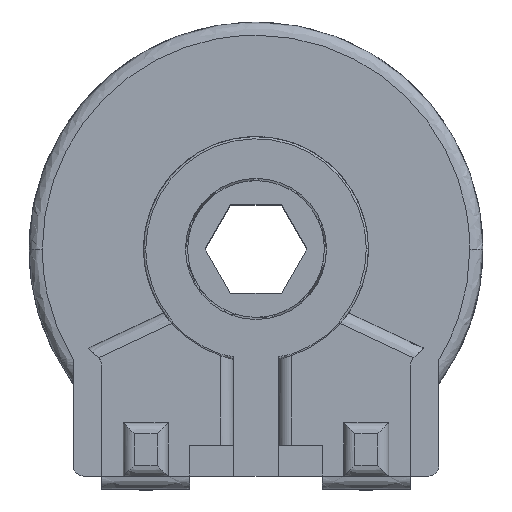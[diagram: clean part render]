
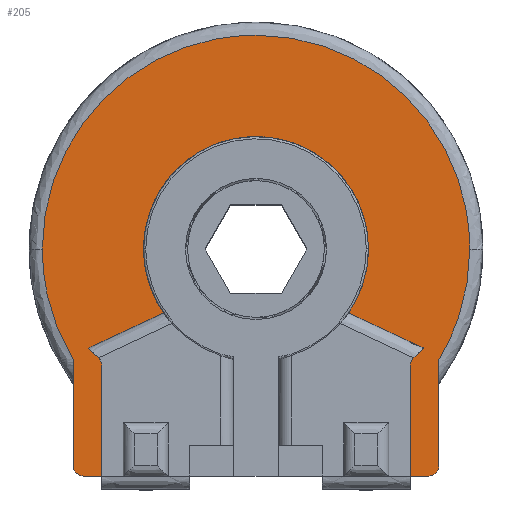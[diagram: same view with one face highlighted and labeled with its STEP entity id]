
A CAD part, top view. The second image highlights one B-rep face of the part: STEP entity #205.
In plain terms, the highlighted planar face has unit normal (0, 0, 1).
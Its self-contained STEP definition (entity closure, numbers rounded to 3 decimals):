
#205=ADVANCED_FACE('NONE',(#560),#561,.T.);
#560=FACE_OUTER_BOUND('',#1130,.T.);
#561=PLANE('',#1131);
#1130=EDGE_LOOP('',(#3315,#3316,#3317,#3318,#3319,#3320,#3321,#3322,#3323,#3324,#3325,#3326,#3327,#3328,#3329,#3330,#3331,#3332,#3333));
#1131=AXIS2_PLACEMENT_3D('',#3334,#3335,#3336);
#3315=ORIENTED_EDGE('',*,*,#4651,.T.);
#3316=ORIENTED_EDGE('',*,*,#4652,.T.);
#3317=ORIENTED_EDGE('',*,*,#4653,.T.);
#3318=ORIENTED_EDGE('',*,*,#4654,.T.);
#3319=ORIENTED_EDGE('',*,*,#4655,.T.);
#3320=ORIENTED_EDGE('',*,*,#4656,.F.);
#3321=ORIENTED_EDGE('',*,*,#4657,.T.);
#3322=ORIENTED_EDGE('',*,*,#4658,.F.);
#3323=ORIENTED_EDGE('',*,*,#4645,.F.);
#3324=ORIENTED_EDGE('',*,*,#4649,.F.);
#3325=ORIENTED_EDGE('',*,*,#4659,.F.);
#3326=ORIENTED_EDGE('',*,*,#4660,.T.);
#3327=ORIENTED_EDGE('',*,*,#4661,.F.);
#3328=ORIENTED_EDGE('',*,*,#4662,.T.);
#3329=ORIENTED_EDGE('',*,*,#4663,.T.);
#3330=ORIENTED_EDGE('',*,*,#4664,.T.);
#3331=ORIENTED_EDGE('',*,*,#4665,.T.);
#3332=ORIENTED_EDGE('',*,*,#4666,.T.);
#3333=ORIENTED_EDGE('',*,*,#4667,.T.);
#3334=CARTESIAN_POINT('',(-2.028,-1.969,1.701));
#3335=DIRECTION('',(0.0,0.0,1.0));
#3336=DIRECTION('',(1.0,0.0,0.0));
#4645=EDGE_CURVE('NONE',#5286,#5287,#5288,.T.);
#4649=EDGE_CURVE('NONE',#5293,#5286,#5295,.T.);
#4651=EDGE_CURVE('NONE',#5297,#5298,#5299,.T.);
#4652=EDGE_CURVE('NONE',#5298,#5300,#5301,.T.);
#4653=EDGE_CURVE('NONE',#5300,#5302,#5303,.T.);
#4654=EDGE_CURVE('NONE',#5302,#5304,#5305,.T.);
#4655=EDGE_CURVE('NONE',#5304,#5306,#5307,.T.);
#4656=EDGE_CURVE('NONE',#5308,#5306,#5309,.T.);
#4657=EDGE_CURVE('NONE',#5308,#5310,#5311,.T.);
#4658=EDGE_CURVE('NONE',#5287,#5310,#5312,.T.);
#4659=EDGE_CURVE('NONE',#5313,#5293,#5314,.T.);
#4660=EDGE_CURVE('NONE',#5313,#5315,#5316,.T.);
#4661=EDGE_CURVE('NONE',#5317,#5315,#5318,.T.);
#4662=EDGE_CURVE('NONE',#5317,#5319,#5320,.T.);
#4663=EDGE_CURVE('NONE',#5319,#5321,#5322,.T.);
#4664=EDGE_CURVE('NONE',#5321,#5323,#5324,.T.);
#4665=EDGE_CURVE('NONE',#5323,#5325,#5326,.T.);
#4666=EDGE_CURVE('NONE',#5325,#5327,#5328,.T.);
#4667=EDGE_CURVE('NONE',#5327,#5297,#5329,.T.);
#5286=VERTEX_POINT('NONE',#6219);
#5287=VERTEX_POINT('NONE',#6220);
#5288=(B_SPLINE_CURVE(3,(#6222,#6223,#6224,#6225),.UNSPECIFIED.,.F.,.F.)B_SPLINE_CURVE_WITH_KNOTS((4,4),(0.0,1.0),.UNSPECIFIED.)RATIONAL_B_SPLINE_CURVE((1.0,0.805,0.805,1.0))BOUNDED_CURVE()REPRESENTATION_ITEM('')GEOMETRIC_REPRESENTATION_ITEM()CURVE());
#5293=VERTEX_POINT('NONE',#6236);
#5295=(B_SPLINE_CURVE(3,(#6239,#6240,#6241,#6242),.UNSPECIFIED.,.F.,.F.)B_SPLINE_CURVE_WITH_KNOTS((4,4),(0.0,1.0),.UNSPECIFIED.)RATIONAL_B_SPLINE_CURVE((1.0,0.805,0.805,1.0))BOUNDED_CURVE()REPRESENTATION_ITEM('')GEOMETRIC_REPRESENTATION_ITEM()CURVE());
#5297=VERTEX_POINT('NONE',#6250);
#5298=VERTEX_POINT('NONE',#6251);
#5299=LINE('',#6252,#6253);
#5300=VERTEX_POINT('NONE',#6254);
#5301=LINE('',#6255,#6256);
#5302=VERTEX_POINT('NONE',#6257);
#5303=ELLIPSE('',#6258,0.079,0.079);
#5304=VERTEX_POINT('NONE',#6259);
#5305=LINE('',#6260,#6261);
#5306=VERTEX_POINT('NONE',#6262);
#5307=LINE('',#6263,#6264);
#5308=VERTEX_POINT('NONE',#6265);
#5309=ELLIPSE('',#6266,0.098,0.098);
#5310=VERTEX_POINT('NONE',#6267);
#5311=LINE('',#6268,#6269);
#5312=ELLIPSE('',#6270,1.914,1.912);
#5313=VERTEX_POINT('NONE',#6271);
#5314=ELLIPSE('',#6272,1.914,1.912);
#5315=VERTEX_POINT('NONE',#6273);
#5316=LINE('',#6274,#6275);
#5317=VERTEX_POINT('NONE',#6276);
#5318=ELLIPSE('',#6277,0.098,0.098);
#5319=VERTEX_POINT('NONE',#6278);
#5320=LINE('',#6279,#6280);
#5321=VERTEX_POINT('NONE',#6281);
#5322=LINE('',#6282,#6283);
#5323=VERTEX_POINT('NONE',#6284);
#5324=ELLIPSE('',#6285,0.079,0.079);
#5325=VERTEX_POINT('NONE',#6286);
#5326=LINE('',#6287,#6288);
#5327=VERTEX_POINT('NONE',#6289);
#5328=LINE('',#6290,#6291);
#5329=ELLIPSE('',#6292,1.004,1.004);
#6219=CARTESIAN_POINT('',(0.,1.969,1.701));
#6220=CARTESIAN_POINT('',(1.909,0.059,1.701));
#6222=CARTESIAN_POINT('',(0.,1.969,1.701));
#6223=CARTESIAN_POINT('',(1.119,1.969,1.701));
#6224=CARTESIAN_POINT('',(1.909,1.178,1.701));
#6225=CARTESIAN_POINT('',(1.909,0.059,1.701));
#6236=CARTESIAN_POINT('',(-1.909,0.059,1.701));
#6239=CARTESIAN_POINT('',(-1.909,0.059,1.701));
#6240=CARTESIAN_POINT('',(-1.909,1.178,1.701));
#6241=CARTESIAN_POINT('',(-1.119,1.969,1.701));
#6242=CARTESIAN_POINT('',(0.,1.969,1.701));
#6250=CARTESIAN_POINT('',(0.826,-0.512,1.701));
#6251=CARTESIAN_POINT('',(1.496,-0.826,1.701));
#6252=CARTESIAN_POINT('',(0.827,-0.512,1.701));
#6253=VECTOR('',#7484,393.718);
#6254=CARTESIAN_POINT('',(1.401,-0.922,1.701));
#6255=CARTESIAN_POINT('',(1.496,-0.827,1.701));
#6256=VECTOR('',#7485,393.75);
#6257=CARTESIAN_POINT('',(1.378,-0.978,1.701));
#6258=AXIS2_PLACEMENT_3D('',#7486,#7487,#7488);
#6259=CARTESIAN_POINT('',(1.378,-1.969,1.701));
#6260=CARTESIAN_POINT('',(1.378,-1.969,1.701));
#6261=VECTOR('',#7489,393.8);
#6262=CARTESIAN_POINT('',(1.535,-1.969,1.701));
#6263=CARTESIAN_POINT('',(-2.028,-1.969,1.701));
#6264=VECTOR('',#7490,393.7);
#6265=CARTESIAN_POINT('',(1.634,-1.871,1.701));
#6266=AXIS2_PLACEMENT_3D('',#7491,#7492,#7493);
#6267=CARTESIAN_POINT('',(1.634,-0.93,1.701));
#6268=CARTESIAN_POINT('',(1.634,-1.969,1.701));
#6269=VECTOR('',#7494,393.8);
#6270=AXIS2_PLACEMENT_3D('',#7495,#7496,#7497);
#6271=CARTESIAN_POINT('',(-1.634,-0.93,1.701));
#6272=AXIS2_PLACEMENT_3D('',#7498,#7499,#7500);
#6273=CARTESIAN_POINT('',(-1.634,-1.871,1.701));
#6274=CARTESIAN_POINT('',(-1.634,-1.969,1.701));
#6275=VECTOR('',#7501,393.8);
#6276=CARTESIAN_POINT('',(-1.535,-1.969,1.701));
#6277=AXIS2_PLACEMENT_3D('',#7502,#7503,#7504);
#6278=CARTESIAN_POINT('',(-1.378,-1.969,1.701));
#6279=CARTESIAN_POINT('',(-2.028,-1.969,1.701));
#6280=VECTOR('',#7505,393.7);
#6281=CARTESIAN_POINT('',(-1.378,-0.978,1.701));
#6282=CARTESIAN_POINT('',(-1.378,-1.969,1.701));
#6283=VECTOR('',#7506,393.8);
#6284=CARTESIAN_POINT('',(-1.401,-0.922,1.701));
#6285=AXIS2_PLACEMENT_3D('',#7507,#7508,#7509);
#6286=CARTESIAN_POINT('',(-1.496,-0.826,1.701));
#6287=CARTESIAN_POINT('',(-1.401,-0.922,1.701));
#6288=VECTOR('',#7510,393.75);
#6289=CARTESIAN_POINT('',(-0.826,-0.512,1.701));
#6290=CARTESIAN_POINT('',(-1.496,-0.824,1.701));
#6291=VECTOR('',#7511,393.718);
#6292=AXIS2_PLACEMENT_3D('',#7512,#7513,#7514);
#7484=DIRECTION('',(0.906,-0.423,0.0));
#7485=DIRECTION('',(-0.707,-0.707,0.0));
#7486=CARTESIAN_POINT('',(1.457,-0.978,1.701));
#7487=DIRECTION('',(0.0,0.0,1.0));
#7488=DIRECTION('',(0.,1.0,0.0));
#7489=DIRECTION('',(0.0,-1.0,0.0));
#7490=DIRECTION('',(1.0,0.0,0.0));
#7491=CARTESIAN_POINT('',(1.535,-1.871,1.701));
#7492=DIRECTION('',(0.0,0.0,-1.0));
#7493=DIRECTION('',(0.,1.0,0.0));
#7494=DIRECTION('',(0.0,1.0,0.0));
#7495=CARTESIAN_POINT('',(-0.004,0.061,1.701));
#7496=DIRECTION('',(0.0,0.0,-1.0));
#7497=DIRECTION('',(-0.876,0.483,0.0));
#7498=CARTESIAN_POINT('',(0.004,0.061,1.701));
#7499=DIRECTION('',(-0.0,0.0,-1.0));
#7500=DIRECTION('',(-0.879,-0.477,0.0));
#7501=DIRECTION('',(-0.0,-1.0,-0.0));
#7502=CARTESIAN_POINT('',(-1.535,-1.871,1.701));
#7503=DIRECTION('',(0.0,0.0,-1.0));
#7504=DIRECTION('',(0.,1.0,0.0));
#7505=DIRECTION('',(1.0,0.0,0.0));
#7506=DIRECTION('',(0.0,1.0,0.0));
#7507=CARTESIAN_POINT('',(-1.457,-0.978,1.701));
#7508=DIRECTION('',(0.0,0.0,1.0));
#7509=DIRECTION('',(0.,-1.0,0.0));
#7510=DIRECTION('',(-0.707,0.707,0.0));
#7511=DIRECTION('',(0.906,0.423,0.0));
#7512=CARTESIAN_POINT('',(0.,0.059,1.701));
#7513=DIRECTION('',(-0.0,0.0,-1.0));
#7514=DIRECTION('',(0.,1.0,0.0));
